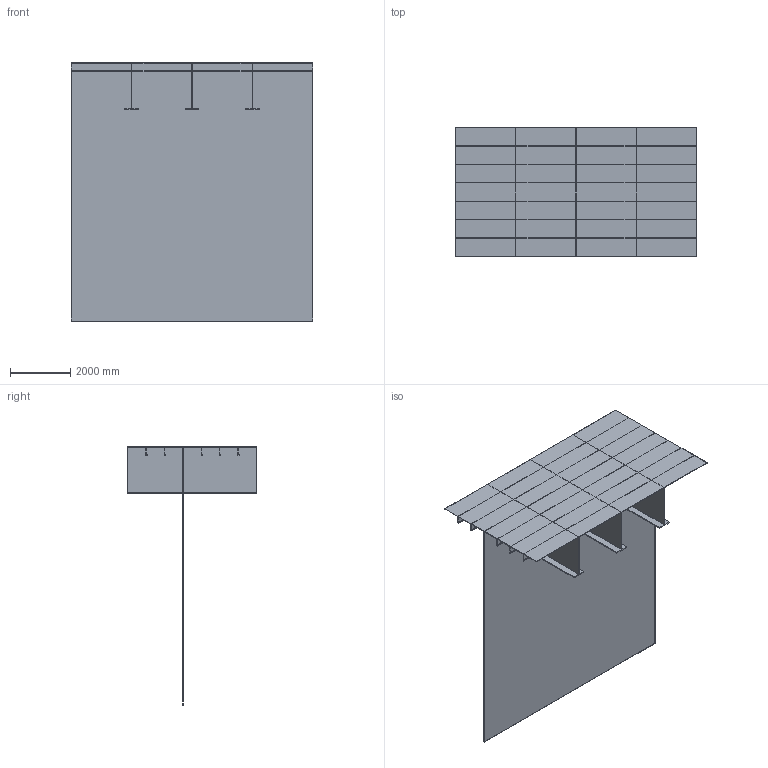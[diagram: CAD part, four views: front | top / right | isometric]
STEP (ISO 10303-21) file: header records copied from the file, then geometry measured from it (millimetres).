
FILE_DESCRIPTION(('WelSim Geometry'),'2;1');
FILE_NAME('Geom12.step' ,'2024-02-29T17:09:33',('WELSIM'),('WelSimulation LLC'), 'Open CASCADE STEP processor 7.5','WelSim28','Unknown');
FILE_SCHEMA(('AUTOMOTIVE_DESIGN { 1 0 10303 214 1 1 1 1 }'));
Length unit declared in the file: metre
Products named in the file (1): ship_structure
Bounding box: 8000 x 4270 x 8540 mm (x, y, z)
Surface area: 278228470 mm2 (no closed solid volume)
Topology: 0 solids, 1 shells, 201 faces, 552 edges, 352 vertices
Faces by surface type: plane 181, cylinder 20
Entity records: 12770 total; most frequent: CARTESIAN_POINT 5018, B_SPLINE_CURVE_WITH_KNOTS 1572, ORIENTED_EDGE 1100, PCURVE 1100, DEFINITIONAL_REPRESENTATION 1100, EDGE_CURVE 552, SURFACE_CURVE 552, DIRECTION 404
